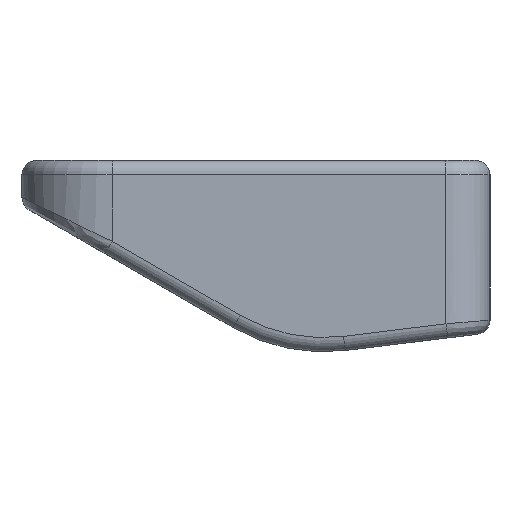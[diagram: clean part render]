
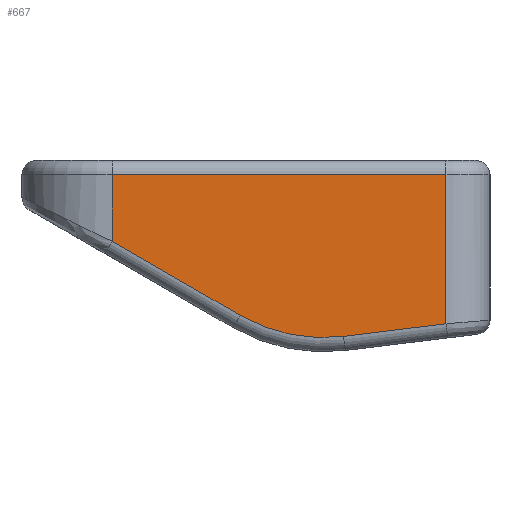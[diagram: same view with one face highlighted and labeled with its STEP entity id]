
A CAD part, left-side view. The second image highlights one B-rep face of the part: STEP entity #667.
In plain terms, the highlighted planar face has unit normal (-1, 0, 0).
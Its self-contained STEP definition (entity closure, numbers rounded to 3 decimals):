
#52=LINE('',#1113,#90);
#54=LINE('',#1122,#92);
#60=LINE('',#1235,#98);
#61=LINE('',#1236,#99);
#62=LINE('',#1237,#100);
#90=VECTOR('',#890,10.);
#92=VECTOR('',#902,10.);
#98=VECTOR('',#948,10.);
#99=VECTOR('',#949,10.);
#100=VECTOR('',#950,10.);
#174=FACE_OUTER_BOUND('',#226,.T.);
#226=EDGE_LOOP('',(#546,#547,#548,#549,#550,#551));
#266=CIRCLE('',#740,5.85);
#321=VERTEX_POINT('',#1110);
#322=VERTEX_POINT('',#1112);
#323=VERTEX_POINT('',#1117);
#324=VERTEX_POINT('',#1121);
#335=VERTEX_POINT('',#1233);
#336=VERTEX_POINT('',#1234);
#386=EDGE_CURVE('',#321,#322,#52,.T.);
#389=EDGE_CURVE('',#322,#323,#266,.T.);
#391=EDGE_CURVE('',#323,#324,#54,.T.);
#411=EDGE_CURVE('',#335,#336,#60,.T.);
#412=EDGE_CURVE('',#324,#335,#61,.T.);
#413=EDGE_CURVE('',#336,#321,#62,.T.);
#546=ORIENTED_EDGE('',*,*,#411,.F.);
#547=ORIENTED_EDGE('',*,*,#412,.F.);
#548=ORIENTED_EDGE('',*,*,#391,.F.);
#549=ORIENTED_EDGE('',*,*,#389,.F.);
#550=ORIENTED_EDGE('',*,*,#386,.F.);
#551=ORIENTED_EDGE('',*,*,#413,.F.);
#636=PLANE('',#762);
#667=ADVANCED_FACE('',(#174),#636,.T.);
#740=AXIS2_PLACEMENT_3D('',#1118,#896,#897);
#762=AXIS2_PLACEMENT_3D('',#1232,#946,#947);
#890=DIRECTION('',(0.,0.993,-0.122));
#896=DIRECTION('center_axis',(1.,0.,0.));
#897=DIRECTION('ref_axis',(0.,0.199,-0.98));
#902=DIRECTION('',(0.,0.866,0.5));
#946=DIRECTION('center_axis',(-1.,0.,0.));
#947=DIRECTION('ref_axis',(0.,1.,0.));
#948=DIRECTION('',(0.,-1.,0.));
#949=DIRECTION('',(0.,0.,1.));
#950=DIRECTION('',(0.,0.,-1.));
#1110=CARTESIAN_POINT('',(1.544,92.986,-20.06));
#1112=CARTESIAN_POINT('',(1.544,96.589,-20.503));
#1113=CARTESIAN_POINT('',(1.544,52.12,-15.043));
#1117=CARTESIAN_POINT('',(1.544,100.227,-19.763));
#1118=CARTESIAN_POINT('Origin',(1.544,97.302,-14.696));
#1121=CARTESIAN_POINT('',(1.544,104.73,-17.163));
#1122=CARTESIAN_POINT('',(1.544,84.162,-29.038));
#1232=CARTESIAN_POINT('Origin',(1.544,52.761,-7.5));
#1233=CARTESIAN_POINT('',(1.544,104.73,-14.808));
#1234=CARTESIAN_POINT('',(1.544,92.986,-14.808));
#1235=CARTESIAN_POINT('',(1.544,64.786,-14.808));
#1236=CARTESIAN_POINT('',(1.544,104.73,-7.5));
#1237=CARTESIAN_POINT('',(1.544,92.986,-10.904));
